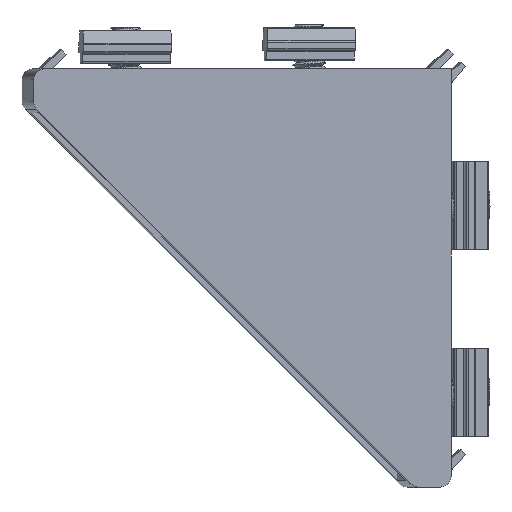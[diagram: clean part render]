
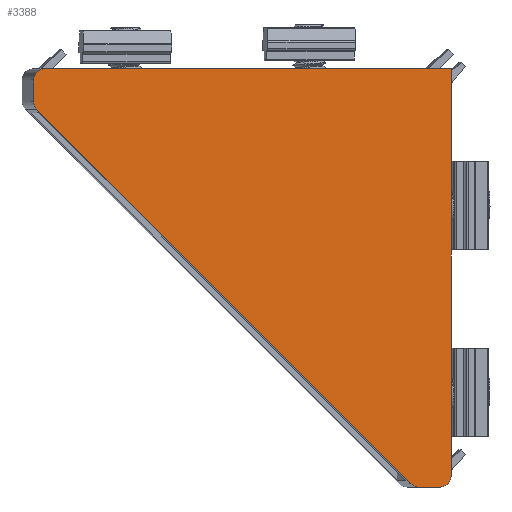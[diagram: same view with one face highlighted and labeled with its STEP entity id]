
A CAD part, left-side view. The second image highlights one B-rep face of the part: STEP entity #3388.
In plain terms, the highlighted face is planar.
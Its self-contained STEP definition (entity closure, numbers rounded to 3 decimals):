
#844=CIRCLE('',#3557,2.);
#845=CIRCLE('',#3558,2.);
#846=CIRCLE('',#3559,2.);
#847=CIRCLE('',#3560,2.);
#902=VERTEX_POINT('',#4421);
#903=VERTEX_POINT('',#4422);
#904=VERTEX_POINT('',#4424);
#905=VERTEX_POINT('',#4426);
#906=VERTEX_POINT('',#4428);
#907=VERTEX_POINT('',#4430);
#908=VERTEX_POINT('',#4432);
#909=VERTEX_POINT('',#4434);
#910=VERTEX_POINT('',#4436);
#1192=VECTOR('',#3788,1.);
#1193=VECTOR('',#3791,1.);
#1194=VECTOR('',#3794,1.);
#1195=VECTOR('',#3795,1.);
#1196=VECTOR('',#3798,1.);
#1436=LINE('',#4420,#1192);
#1437=LINE('',#4425,#1193);
#1438=LINE('',#4429,#1194);
#1439=LINE('',#4431,#1195);
#1440=LINE('',#4435,#1196);
#1680=EDGE_CURVE('',#902,#903,#1436,.T.);
#1681=EDGE_CURVE('',#904,#902,#844,.T.);
#1682=EDGE_CURVE('',#905,#904,#1437,.T.);
#1683=EDGE_CURVE('',#906,#905,#845,.T.);
#1684=EDGE_CURVE('',#907,#906,#1438,.T.);
#1685=EDGE_CURVE('',#908,#907,#1439,.T.);
#1686=EDGE_CURVE('',#909,#908,#846,.T.);
#1687=EDGE_CURVE('',#910,#909,#1440,.T.);
#1688=EDGE_CURVE('',#903,#910,#847,.T.);
#2128=ORIENTED_EDGE('',*,*,#1680,.F.);
#2129=ORIENTED_EDGE('',*,*,#1681,.F.);
#2130=ORIENTED_EDGE('',*,*,#1682,.F.);
#2131=ORIENTED_EDGE('',*,*,#1683,.F.);
#2132=ORIENTED_EDGE('',*,*,#1684,.F.);
#2133=ORIENTED_EDGE('',*,*,#1685,.F.);
#2134=ORIENTED_EDGE('',*,*,#1686,.F.);
#2135=ORIENTED_EDGE('',*,*,#1687,.F.);
#2136=ORIENTED_EDGE('',*,*,#1688,.F.);
#3024=EDGE_LOOP('',(#2128,#2129,#2130,#2131,#2132,#2133,#2134,#2135,#2136));
#3206=FACE_BOUND('',#3024,.T.);
#3388=ADVANCED_FACE('',(#3206),#12087,.F.);
#3556=AXIS2_PLACEMENT_3D('',#4419,#3787,$);
#3557=AXIS2_PLACEMENT_3D('',#4423,#3789,#3790);
#3558=AXIS2_PLACEMENT_3D('',#4427,#3792,#3793);
#3559=AXIS2_PLACEMENT_3D('',#4433,#3796,#3797);
#3560=AXIS2_PLACEMENT_3D('',#4437,#3799,#3800);
#3787=DIRECTION('',(0.,0.,1.));
#3788=DIRECTION('',(-0.707,0.707,0.));
#3789=DIRECTION('',(0.,0.,1.));
#3790=DIRECTION('',(-2.,0.,0.));
#3791=DIRECTION('',(0.,1.,0.));
#3792=DIRECTION('',(0.,0.,1.));
#3793=DIRECTION('',(-2.,0.,0.));
#3794=DIRECTION('',(1.,0.,0.));
#3795=DIRECTION('',(0.,-1.,0.));
#3796=DIRECTION('',(0.,0.,1.));
#3797=DIRECTION('',(-2.,0.,0.));
#3798=DIRECTION('',(-1.,0.,0.));
#3799=DIRECTION('',(0.,0.,1.));
#3800=DIRECTION('',(-2.,0.,0.));
#4419=CARTESIAN_POINT('',(28.302,28.302,1.));
#4420=CARTESIAN_POINT('',(74.731,8.,1.));
#4421=CARTESIAN_POINT('',(75.414,7.317,1.));
#4422=CARTESIAN_POINT('',(7.317,75.414,1.));
#4423=CARTESIAN_POINT('',(74.,5.903,1.));
#4424=CARTESIAN_POINT('',(76.,5.903,1.));
#4425=CARTESIAN_POINT('',(76.,5.903,1.));
#4426=CARTESIAN_POINT('',(76.,2.,1.));
#4427=CARTESIAN_POINT('',(74.,2.,1.));
#4428=CARTESIAN_POINT('',(74.,0.,1.));
#4429=CARTESIAN_POINT('',(74.,0.,1.));
#4430=CARTESIAN_POINT('',(0.,0.,1.));
#4431=CARTESIAN_POINT('',(0.,0.,1.));
#4432=CARTESIAN_POINT('',(0.,74.,1.));
#4433=CARTESIAN_POINT('',(2.,74.,1.));
#4434=CARTESIAN_POINT('',(2.,76.,1.));
#4435=CARTESIAN_POINT('',(2.,76.,1.));
#4436=CARTESIAN_POINT('',(5.903,76.,1.));
#4437=CARTESIAN_POINT('',(5.903,74.,1.));
#12087=PLANE('',#3556);
